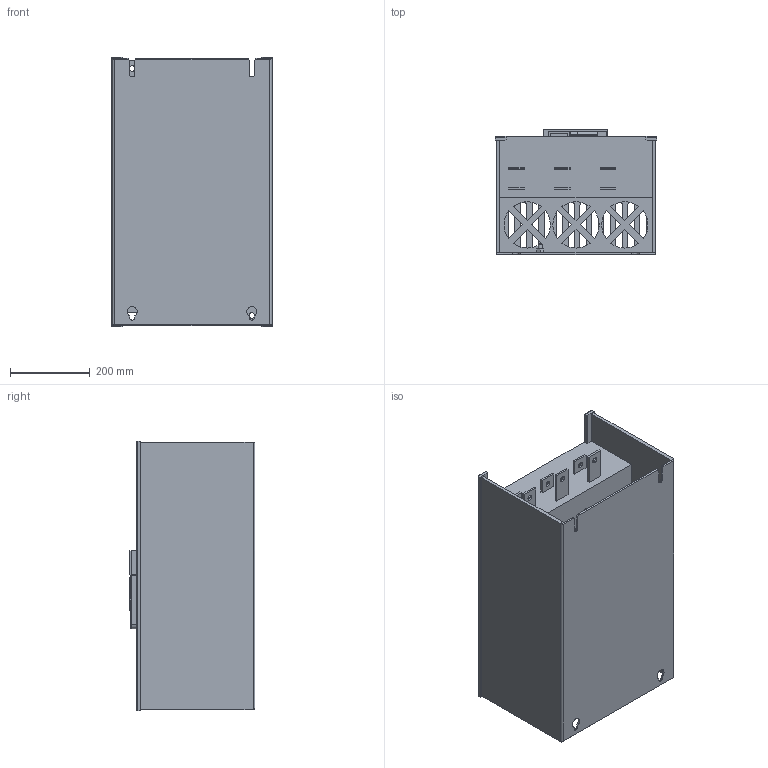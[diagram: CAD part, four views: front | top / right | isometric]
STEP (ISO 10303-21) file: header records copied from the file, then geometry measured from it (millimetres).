
FILE_DESCRIPTION((''),'2;1');
FILE_NAME('ASM0001_ASM','2021-08-18T10:01:54',('SESA600390'),('Schneider-Electric'),'CREO PARAMETRIC BY PTC INC, 2019471','CREO PARAMETRIC BY PTC INC, 2019471','');
FILE_SCHEMA(('AP242_MANAGED_MODEL_BASED_3D_ENGINEERING_MIM_LF { 1 0 10303 442 1 1 4 }'));
Products named in the file (4): PRT0001; PRT0004; PRT0003; ASM0001_ASM
Assembly tree (3 placements, depth 2):
  ASM0001_ASM
    PRT0001
    PRT0004
    PRT0003
Bounding box: 405 x 315.2 x 676.5 mm (x, y, z)
Volume: 15728873.8 mm3; surface area: 2203691.5 mm2
Topology: 3 solids, 7 shells, 826 faces, 2329 edges, 1552 vertices
Faces by surface type: plane 524, cylinder 273, extrusion 21, cone 4, bspline 4
Entity records: 110796 total; most frequent: CARTESIAN_POINT 86254, ORIENTED_EDGE 4650, DIRECTION 4517, EDGE_CURVE 2329, VECTOR 1637, LINE 1616, VERTEX_POINT 1552, AXIS2_PLACEMENT_3D 1440
